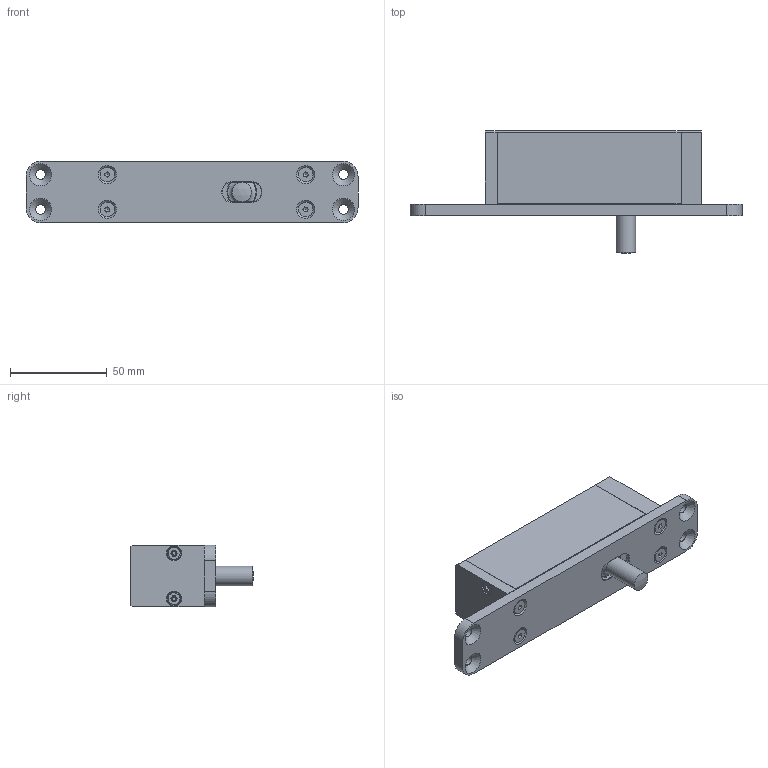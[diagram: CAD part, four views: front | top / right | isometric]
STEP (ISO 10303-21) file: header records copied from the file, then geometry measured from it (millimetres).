
FILE_DESCRIPTION (( 'STEP AP214' ), '1' );
FILE_NAME ('TP70-10.STEP', '2022-01-28T10:54:28', ( '' ), ( '' ), 'SwSTEP 2.0', 'SolidWorks 2021', '' );
FILE_SCHEMA (( 'AUTOMOTIVE_DESIGN' ));
Length unit declared in the file: millimetre
Products named in the file (1): TP70-10
Bounding box: 171.5 x 63.37 x 32 mm (x, y, z)
Surface area: 30973.5 mm2 (no closed solid volume)
Topology: 0 solids, 22 shells, 146 faces, 479 edges, 328 vertices
Faces by surface type: plane 93, cylinder 27, cone 20, torus 5, sphere 1
Full cylindrical faces by diameter (mm): 5 x4, 6 x2, 7.5 x2, 7.53 x4, 10 x1
Entity records: 6502 total; most frequent: CARTESIAN_POINT 898, DIRECTION 851, ORIENTED_EDGE 639, EDGE_CURVE 430, VERTEX_POINT 315, LINE 299, VECTOR 299, AXIS2_PLACEMENT_3D 276
